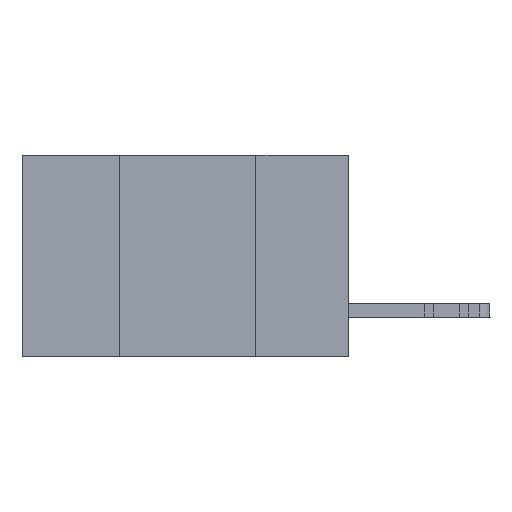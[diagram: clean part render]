
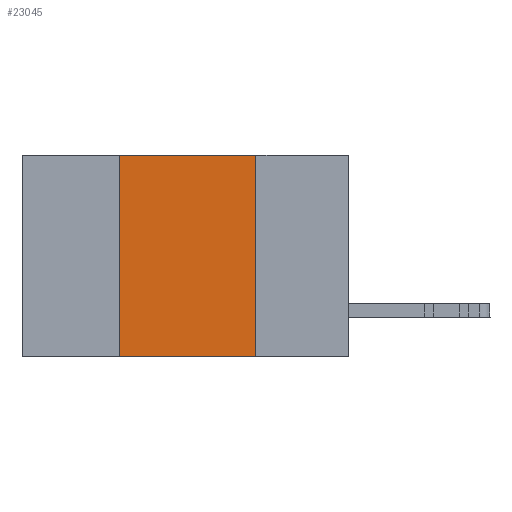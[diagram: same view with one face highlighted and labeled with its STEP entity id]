
A CAD part, left-side view. The second image highlights one B-rep face of the part: STEP entity #23045.
In plain terms, the highlighted planar face has unit normal (-1, 0, 0).
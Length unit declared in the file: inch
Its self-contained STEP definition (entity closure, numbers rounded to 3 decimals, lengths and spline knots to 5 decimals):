
#773 = EDGE_CURVE ( 'NONE', #6628, #25753, #4029, .T. ) ;
#1161 = EDGE_CURVE ( 'NONE', #23949, #25753, #6190, .T. ) ;
#2088 = CARTESIAN_POINT ( 'NONE',  ( 0., 0.17, -0.37 ) ) ;
#2473 = VECTOR ( 'NONE', #14336, 39.37008 ) ;
#3447 = CARTESIAN_POINT ( 'NONE',  ( 0., 0.17, 0. ) ) ;
#4029 = LINE ( 'NONE', #17318, #26497 ) ;
#4082 = ORIENTED_EDGE ( 'NONE', *, *, #1161, .T. ) ;
#4519 = DIRECTION ( 'NONE',  ( 0., 0., 1. ) ) ;
#6035 = DIRECTION ( 'NONE',  ( 0., -1., 0. ) ) ;
#6190 = LINE ( 'NONE', #28217, #27416 ) ;
#6628 = VERTEX_POINT ( 'NONE', #3447 ) ;
#6763 = PLANE ( 'NONE',  #9414 ) ;
#7027 = CARTESIAN_POINT ( 'NONE',  ( 0., 0.42, 0. ) ) ;
#8616 = CARTESIAN_POINT ( 'NONE',  ( 0., 0.42, 0. ) ) ;
#9239 = CARTESIAN_POINT ( 'NONE',  ( 0., 0.6, 0. ) ) ;
#9414 = AXIS2_PLACEMENT_3D ( 'NONE', #9239, #22807, #20342 ) ;
#9466 = CARTESIAN_POINT ( 'NONE',  ( 0., 0.42, -0.37 ) ) ;
#11864 = EDGE_CURVE ( 'NONE', #23949, #23590, #15618, .T. ) ;
#12325 = EDGE_LOOP ( 'NONE', ( #24002, #17965, #21612, #4082 ) ) ;
#14199 = CARTESIAN_POINT ( 'NONE',  ( 0., 0.6, 0. ) ) ;
#14336 = DIRECTION ( 'NONE',  ( 0., -1., 0. ) ) ;
#15618 = LINE ( 'NONE', #8616, #22544 ) ;
#17318 = CARTESIAN_POINT ( 'NONE',  ( 0., 0.17, 0. ) ) ;
#17965 = ORIENTED_EDGE ( 'NONE', *, *, #24737, .F. ) ;
#19501 = DIRECTION ( 'NONE',  ( 0., 0., -1. ) ) ;
#20053 = FACE_OUTER_BOUND ( 'NONE', #12325, .T. ) ;
#20342 = DIRECTION ( 'NONE',  ( 0., 0., -1. ) ) ;
#21612 = ORIENTED_EDGE ( 'NONE', *, *, #11864, .F. ) ;
#22544 = VECTOR ( 'NONE', #4519, 39.37008 ) ;
#22807 = DIRECTION ( 'NONE',  ( 1., 0., 0. ) ) ;
#23045 = ADVANCED_FACE ( 'NONE', ( #20053 ), #6763, .F. ) ;
#23590 = VERTEX_POINT ( 'NONE', #7027 ) ;
#23949 = VERTEX_POINT ( 'NONE', #9466 ) ;
#24002 = ORIENTED_EDGE ( 'NONE', *, *, #773, .F. ) ;
#24737 = EDGE_CURVE ( 'NONE', #23590, #6628, #27042, .T. ) ;
#25753 = VERTEX_POINT ( 'NONE', #2088 ) ;
#26497 = VECTOR ( 'NONE', #19501, 39.37008 ) ;
#27042 = LINE ( 'NONE', #14199, #2473 ) ;
#27416 = VECTOR ( 'NONE', #6035, 39.37008 ) ;
#28217 = CARTESIAN_POINT ( 'NONE',  ( 0., 0.6, -0.37 ) ) ;
